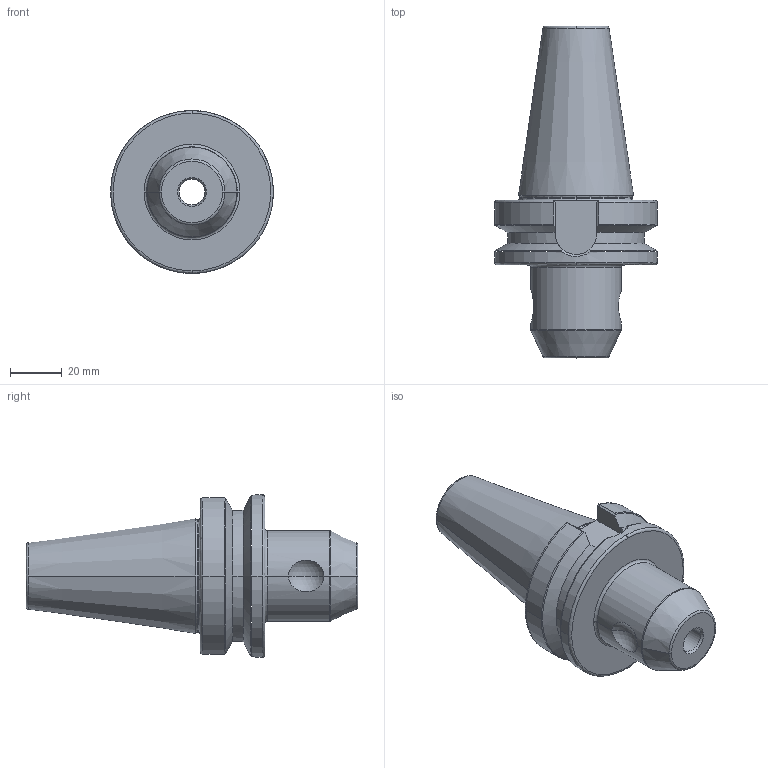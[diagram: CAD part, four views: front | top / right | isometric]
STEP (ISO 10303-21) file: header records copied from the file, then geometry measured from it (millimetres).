
FILE_DESCRIPTION (( 'STEP AP203' ), '1' );
FILE_NAME ('BT40-SLA10-63.STEP', '2021-01-10T05:32:50', ( '微软用户' ), ( '微软中国' ), 'SwSTEP 2.0', 'SolidWorks 2016', '' );
FILE_SCHEMA (( 'CONFIG_CONTROL_DESIGN' ));
Length unit declared in the file: millimetre
Products named in the file (1): BT40-SLA10-63
Bounding box: 63 x 128.4 x 63 mm (x, y, z)
Volume: 147129.3 mm3; surface area: 27209.5 mm2
Topology: 1 solids, 1 shells, 101 faces, 272 edges, 171 vertices
Faces by surface type: bspline 26, cylinder 26, cone 21, plane 20, torus 6, sphere 2
Entity records: 5246 total; most frequent: CARTESIAN_POINT 2790, ORIENTED_EDGE 536, DIRECTION 462, EDGE_CURVE 268, AXIS2_PLACEMENT_3D 186, VERTEX_POINT 171, CIRCLE 110, EDGE_LOOP 107
